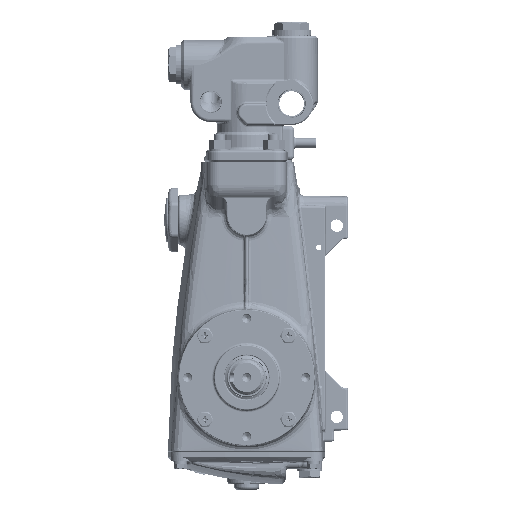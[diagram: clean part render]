
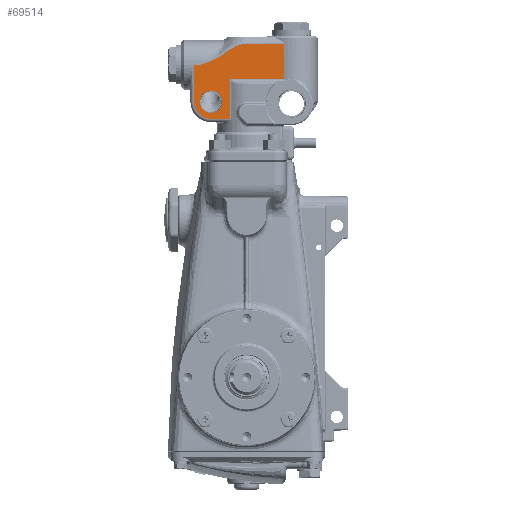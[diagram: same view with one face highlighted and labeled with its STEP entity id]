
A CAD part, left-side view. The second image highlights one B-rep face of the part: STEP entity #69514.
In plain terms, the highlighted planar face has unit normal (-1, 0, 0).
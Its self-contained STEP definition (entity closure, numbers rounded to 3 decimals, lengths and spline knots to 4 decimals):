
#724 = CARTESIAN_POINT ( 'NONE',  ( -2.5984, 0.7257, 11.3904 ) ) ;
#1201 = VECTOR ( 'NONE', #41422, 39.3701 ) ;
#2618 = AXIS2_PLACEMENT_3D ( 'NONE', #32062, #73073, #99011 ) ;
#3370 = VECTOR ( 'NONE', #156602, 39.3701 ) ;
#6470 = EDGE_CURVE ( 'NONE', #240069, #219059, #71781, .T. ) ;
#9018 = DIRECTION ( 'NONE',  ( 0., -1., 0. ) ) ;
#12095 = VECTOR ( 'NONE', #230190, 39.3701 ) ;
#12122 = VECTOR ( 'NONE', #101656, 39.3701 ) ;
#13217 = EDGE_CURVE ( 'NONE', #83599, #122623, #228455, .T. ) ;
#14307 = CARTESIAN_POINT ( 'NONE',  ( -2.5984, 0.6693, 10.4528 ) ) ;
#17680 = CARTESIAN_POINT ( 'NONE',  ( -2.5984, 0.5678, 10.3346 ) ) ;
#18353 = LINE ( 'NONE', #14307, #12122 ) ;
#20608 = CARTESIAN_POINT ( 'NONE',  ( -2.5984, 1.2598, 9.6457 ) ) ;
#20611 = VERTEX_POINT ( 'NONE', #154319 ) ;
#20754 = ORIENTED_EDGE ( 'NONE', *, *, #269883, .F. ) ;
#21180 = LINE ( 'NONE', #204191, #167508 ) ;
#25222 = CARTESIAN_POINT ( 'NONE',  ( -2.5984, 0.8541, 11.2961 ) ) ;
#25314 = EDGE_CURVE ( 'NONE', #122623, #240069, #204793, .T. ) ;
#26011 = CARTESIAN_POINT ( 'NONE',  ( -2.5984, 1.2598, 9.0551 ) ) ;
#26727 = ORIENTED_EDGE ( 'NONE', *, *, #152247, .F. ) ;
#28443 = VERTEX_POINT ( 'NONE', #176699 ) ;
#32062 = CARTESIAN_POINT ( 'NONE',  ( -2.5984, 0.6693, 13.0424 ) ) ;
#35154 = DIRECTION ( 'NONE',  ( 0., 1., 0. ) ) ;
#35665 = CARTESIAN_POINT ( 'NONE',  ( -2.5984, 1.3502, 11.0412 ) ) ;
#36880 = B_SPLINE_CURVE_WITH_KNOTS ( 'NONE', 3,
 ( #126285, #249122, #146745, #123625, #230050, #82705, #105840, #247808, #43009, #232702, #210899, #724, #149421, #25222 ),
 .UNSPECIFIED., .F., .F.,
 ( 4, 2, 2, 2, 2, 2, 4 ),
 ( 0., 0.006, 0.0076, 0.0091, 0.0121, 0.0181, 0.0242 ),
 .UNSPECIFIED. ) ;
#38313 = CARTESIAN_POINT ( 'NONE',  ( -2.5984, 1.8504, 9.6457 ) ) ;
#41422 = DIRECTION ( 'NONE',  ( 0., 0., -1. ) ) ;
#42395 = CARTESIAN_POINT ( 'NONE',  ( -2.5984, 1.6132, 10.9449 ) ) ;
#43009 = CARTESIAN_POINT ( 'NONE',  ( -2.5984, 0.4204, 11.5739 ) ) ;
#43734 = DIRECTION ( 'NONE',  ( -1., 0., 0. ) ) ;
#46326 = EDGE_CURVE ( 'NONE', #219059, #190248, #232855, .T. ) ;
#47495 = LINE ( 'NONE', #119761, #3370 ) ;
#47859 = EDGE_LOOP ( 'NONE', ( #246037, #216208, #175592, #219745, #142000, #26727, #263213, #267605, #257979, #226011 ) ) ;
#53435 = CARTESIAN_POINT ( 'NONE',  ( -2.5984, 1.1563, 11.1221 ) ) ;
#60225 = CARTESIAN_POINT ( 'NONE',  ( -2.5984, 1.5472, 10.9683 ) ) ;
#61543 = CARTESIAN_POINT ( 'NONE',  ( -2.5984, 1.5802, 10.9566 ) ) ;
#65578 = DIRECTION ( 'NONE',  ( 0., 0., 1. ) ) ;
#69514 = ADVANCED_FACE ( 'NONE', ( #94958, #224546 ), #223191, .F. ) ;
#71781 = LINE ( 'NONE', #129187, #167860 ) ;
#73073 = DIRECTION ( 'NONE',  ( 1., 0., 0. ) ) ;
#76050 = CARTESIAN_POINT ( 'NONE',  ( -2.5984, -1.2992, 11.6834 ) ) ;
#77318 = VERTEX_POINT ( 'NONE', #117563 ) ;
#78041 = CARTESIAN_POINT ( 'NONE',  ( -2.5984, 1.093, 11.1516 ) ) ;
#82705 = CARTESIAN_POINT ( 'NONE',  ( -2.5984, 0.3111, 11.6214 ) ) ;
#83599 = VERTEX_POINT ( 'NONE', #169879 ) ;
#87101 = AXIS2_PLACEMENT_3D ( 'NONE', #154510, #221376, #176366 ) ;
#94958 = FACE_BOUND ( 'NONE', #140368, .T. ) ;
#99011 = DIRECTION ( 'NONE',  ( 0., 0., -1. ) ) ;
#101656 = DIRECTION ( 'NONE',  ( 0., -1., 0. ) ) ;
#102316 = CIRCLE ( 'NONE', #158942, 0.3892 ) ;
#105210 = CARTESIAN_POINT ( 'NONE',  ( -2.5984, 1.4485, 11.0042 ) ) ;
#105840 = CARTESIAN_POINT ( 'NONE',  ( -2.5984, 0.3296, 11.6141 ) ) ;
#106875 = VERTEX_POINT ( 'NONE', #215809 ) ;
#112004 = ORIENTED_EDGE ( 'NONE', *, *, #173981, .F. ) ;
#117563 = CARTESIAN_POINT ( 'NONE',  ( -2.5984, 0.8541, 11.2961 ) ) ;
#119761 = CARTESIAN_POINT ( 'NONE',  ( -2.5984, 1.9685, 10.9449 ) ) ;
#119823 = LINE ( 'NONE', #222212, #175175 ) ;
#122623 = VERTEX_POINT ( 'NONE', #38313 ) ;
#123625 = CARTESIAN_POINT ( 'NONE',  ( -2.5984, 0.2544, 11.6415 ) ) ;
#126285 = CARTESIAN_POINT ( 'NONE',  ( -2.5984, 0., 11.6834 ) ) ;
#126874 = CIRCLE ( 'NONE', #144425, 0.3892 ) ;
#129187 = CARTESIAN_POINT ( 'NONE',  ( -2.5984, 0.6693, 9.0551 ) ) ;
#133909 = DIRECTION ( 'NONE',  ( 0., 0., 1. ) ) ;
#135367 = CARTESIAN_POINT ( 'NONE',  ( -2.5984, 0.8541, 11.2961 ) ) ;
#136720 = CARTESIAN_POINT ( 'NONE',  ( -2.5984, 1.2851, 11.0669 ) ) ;
#139443 = CARTESIAN_POINT ( 'NONE',  ( -2.5984, 0.97, 11.2174 ) ) ;
#140368 = EDGE_LOOP ( 'NONE', ( #112004, #20754 ) ) ;
#142000 = ORIENTED_EDGE ( 'NONE', *, *, #161448, .T. ) ;
#144425 = AXIS2_PLACEMENT_3D ( 'NONE', #20608, #43734, #65578 ) ;
#146745 = CARTESIAN_POINT ( 'NONE',  ( -2.5984, 0.1588, 11.6702 ) ) ;
#149421 = CARTESIAN_POINT ( 'NONE',  ( -2.5984, 0.7905, 11.3439 ) ) ;
#152247 = EDGE_CURVE ( 'NONE', #83599, #20611, #47495, .T. ) ;
#154319 = CARTESIAN_POINT ( 'NONE',  ( -2.5984, 1.6132, 10.9449 ) ) ;
#154510 = CARTESIAN_POINT ( 'NONE',  ( -2.5984, 1.2598, 9.6457 ) ) ;
#155716 = DIRECTION ( 'NONE',  ( -1., 0., 0. ) ) ;
#156602 = DIRECTION ( 'NONE',  ( 0., -1., 0. ) ) ;
#158942 = AXIS2_PLACEMENT_3D ( 'NONE', #198039, #155716, #133909 ) ;
#161448 = EDGE_CURVE ( 'NONE', #77318, #20611, #223244, .T. ) ;
#165858 = DIRECTION ( 'NONE',  ( 0., 0., 1. ) ) ;
#167508 = VECTOR ( 'NONE', #165858, 39.3701 ) ;
#167860 = VECTOR ( 'NONE', #9018, 39.3701 ) ;
#169879 = CARTESIAN_POINT ( 'NONE',  ( -2.5984, 1.8504, 10.9449 ) ) ;
#173981 = EDGE_CURVE ( 'NONE', #106875, #28443, #126874, .T. ) ;
#175175 = VECTOR ( 'NONE', #35154, 39.3701 ) ;
#175592 = ORIENTED_EDGE ( 'NONE', *, *, #261695, .T. ) ;
#176366 = DIRECTION ( 'NONE',  ( 0., 0., -1. ) ) ;
#176699 = CARTESIAN_POINT ( 'NONE',  ( -2.5984, 1.2598, 9.2565 ) ) ;
#183737 = VERTEX_POINT ( 'NONE', #76050 ) ;
#184829 = CARTESIAN_POINT ( 'NONE',  ( -2.5984, 1.8504, 9.6457 ) ) ;
#187147 = CARTESIAN_POINT ( 'NONE',  ( -2.5984, 1.5968, 10.9507 ) ) ;
#190248 = VERTEX_POINT ( 'NONE', #246263 ) ;
#194235 = EDGE_CURVE ( 'NONE', #196082, #183737, #21180, .T. ) ;
#196082 = VERTEX_POINT ( 'NONE', #220401 ) ;
#198039 = CARTESIAN_POINT ( 'NONE',  ( -2.5984, 1.2598, 9.6457 ) ) ;
#204191 = CARTESIAN_POINT ( 'NONE',  ( -2.5984, -1.2992, 13.0424 ) ) ;
#204793 = CIRCLE ( 'NONE', #87101, 0.5906 ) ;
#207020 = CARTESIAN_POINT ( 'NONE',  ( -2.5984, 0.5678, 9.0551 ) ) ;
#210899 = CARTESIAN_POINT ( 'NONE',  ( -2.5984, 0.5933, 11.4779 ) ) ;
#215809 = CARTESIAN_POINT ( 'NONE',  ( -2.5984, 1.2598, 10.0349 ) ) ;
#216208 = ORIENTED_EDGE ( 'NONE', *, *, #194235, .T. ) ;
#219059 = VERTEX_POINT ( 'NONE', #207020 ) ;
#219360 = EDGE_CURVE ( 'NONE', #190248, #196082, #18353, .T. ) ;
#219405 = VERTEX_POINT ( 'NONE', #252938 ) ;
#219745 = ORIENTED_EDGE ( 'NONE', *, *, #248691, .T. ) ;
#220401 = CARTESIAN_POINT ( 'NONE',  ( -2.5984, -1.2992, 10.4528 ) ) ;
#221376 = DIRECTION ( 'NONE',  ( -1., 0., 0. ) ) ;
#222212 = CARTESIAN_POINT ( 'NONE',  ( -2.5984, 0., 11.6834 ) ) ;
#223191 = PLANE ( 'NONE',  #2618 ) ;
#223244 = B_SPLINE_CURVE_WITH_KNOTS ( 'NONE', 3,
 ( #135367, #240442, #139443, #78041, #53435, #136720, #35665, #105210, #244507, #224073, #60225, #61543, #187147, #42395 ),
 .UNSPECIFIED., .F., .F.,
 ( 4, 2, 2, 2, 2, 2, 4 ),
 ( 0., 0.0053, 0.0106, 0.0159, 0.0186, 0.0199, 0.0213 ),
 .UNSPECIFIED. ) ;
#224073 = CARTESIAN_POINT ( 'NONE',  ( -2.5984, 1.5307, 10.9742 ) ) ;
#224546 = FACE_OUTER_BOUND ( 'NONE', #47859, .T. ) ;
#226011 = ORIENTED_EDGE ( 'NONE', *, *, #46326, .T. ) ;
#228455 = LINE ( 'NONE', #184829, #1201 ) ;
#230050 = CARTESIAN_POINT ( 'NONE',  ( -2.5984, 0.2734, 11.6351 ) ) ;
#230190 = DIRECTION ( 'NONE',  ( 0., 0., 1. ) ) ;
#232702 = CARTESIAN_POINT ( 'NONE',  ( -2.5984, 0.5257, 11.5191 ) ) ;
#232855 = LINE ( 'NONE', #17680, #12095 ) ;
#240069 = VERTEX_POINT ( 'NONE', #26011 ) ;
#240442 = CARTESIAN_POINT ( 'NONE',  ( -2.5984, 0.9104, 11.2537 ) ) ;
#244507 = CARTESIAN_POINT ( 'NONE',  ( -2.5984, 1.4814, 10.9921 ) ) ;
#246037 = ORIENTED_EDGE ( 'NONE', *, *, #219360, .T. ) ;
#246263 = CARTESIAN_POINT ( 'NONE',  ( -2.5984, 0.5678, 10.4528 ) ) ;
#247808 = CARTESIAN_POINT ( 'NONE',  ( -2.5984, 0.3846, 11.5909 ) ) ;
#248691 = EDGE_CURVE ( 'NONE', #219405, #77318, #36880, .T. ) ;
#249122 = CARTESIAN_POINT ( 'NONE',  ( -2.5984, 0.0806, 11.6834 ) ) ;
#252938 = CARTESIAN_POINT ( 'NONE',  ( -2.5984, 0., 11.6834 ) ) ;
#257979 = ORIENTED_EDGE ( 'NONE', *, *, #6470, .T. ) ;
#261695 = EDGE_CURVE ( 'NONE', #183737, #219405, #119823, .T. ) ;
#263213 = ORIENTED_EDGE ( 'NONE', *, *, #13217, .T. ) ;
#267605 = ORIENTED_EDGE ( 'NONE', *, *, #25314, .T. ) ;
#269883 = EDGE_CURVE ( 'NONE', #28443, #106875, #102316, .T. ) ;
